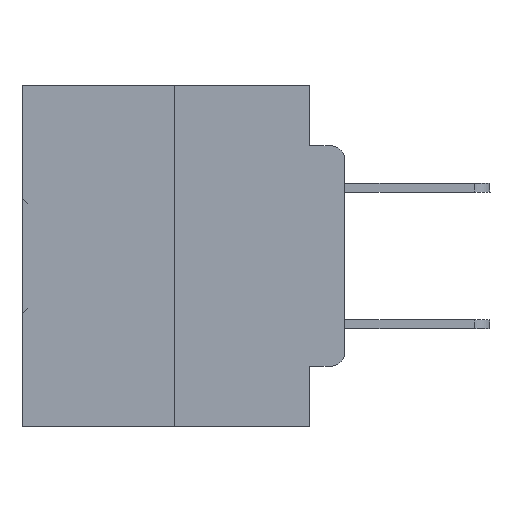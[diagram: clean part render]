
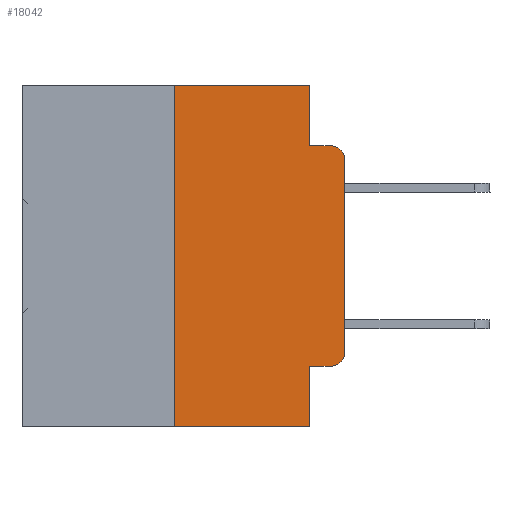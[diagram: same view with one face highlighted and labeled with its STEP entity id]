
A CAD part, left-side view. The second image highlights one B-rep face of the part: STEP entity #18042.
In plain terms, the highlighted planar face has unit normal (-1, 0, 0).
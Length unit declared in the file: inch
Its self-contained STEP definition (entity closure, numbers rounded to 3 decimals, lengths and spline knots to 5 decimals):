
#198 = DIRECTION ( 'NONE',  ( 0., -1., 0. ) ) ;
#458 = LINE ( 'NONE', #24379, #28848 ) ;
#1035 = CARTESIAN_POINT ( 'NONE',  ( 0., 0., -0.3915 ) ) ;
#1906 = CARTESIAN_POINT ( 'NONE',  ( 0., 0.02, -0.1085 ) ) ;
#2134 = DIRECTION ( 'NONE',  ( 0., 0., -1. ) ) ;
#2517 = CARTESIAN_POINT ( 'NONE',  ( 0., 0.02, -0.0885 ) ) ;
#2797 = ORIENTED_EDGE ( 'NONE', *, *, #22177, .T. ) ;
#3192 = CARTESIAN_POINT ( 'NONE',  ( 0., 0., -0.1085 ) ) ;
#3430 = EDGE_CURVE ( 'NONE', #24467, #8932, #21509, .T. ) ;
#3796 = VECTOR ( 'NONE', #33303, 39.37008 ) ;
#3890 = AXIS2_PLACEMENT_3D ( 'NONE', #18429, #16120, #7325 ) ;
#4342 = VERTEX_POINT ( 'NONE', #5245 ) ;
#4473 = VECTOR ( 'NONE', #24033, 39.37008 ) ;
#4748 = DIRECTION ( 'NONE',  ( 0., 0., -1. ) ) ;
#4949 = ORIENTED_EDGE ( 'NONE', *, *, #32902, .F. ) ;
#5119 = CARTESIAN_POINT ( 'NONE',  ( 0., 0.02, -0.4115 ) ) ;
#5245 = CARTESIAN_POINT ( 'NONE',  ( 0., 0.25, 0. ) ) ;
#5313 = VECTOR ( 'NONE', #198, 39.37008 ) ;
#5436 = CARTESIAN_POINT ( 'NONE',  ( 0., 0.25, 0. ) ) ;
#5760 = LINE ( 'NONE', #10210, #32835 ) ;
#5793 = LINE ( 'NONE', #28731, #31985 ) ;
#5899 = VERTEX_POINT ( 'NONE', #1035 ) ;
#6605 = EDGE_CURVE ( 'NONE', #5899, #10283, #16079, .T. ) ;
#6624 = ORIENTED_EDGE ( 'NONE', *, *, #13485, .F. ) ;
#6678 = VECTOR ( 'NONE', #35123, 39.37008 ) ;
#7325 = DIRECTION ( 'NONE',  ( 0., 0., -1. ) ) ;
#8932 = VERTEX_POINT ( 'NONE', #17331 ) ;
#9736 = CIRCLE ( 'NONE', #22511, 0.02 ) ;
#10210 = CARTESIAN_POINT ( 'NONE',  ( 0., 0.473, -0.5 ) ) ;
#10222 = VECTOR ( 'NONE', #36090, 39.37008 ) ;
#10283 = VERTEX_POINT ( 'NONE', #3192 ) ;
#11928 = CIRCLE ( 'NONE', #27148, 0.02 ) ;
#12062 = EDGE_CURVE ( 'NONE', #34322, #4342, #24576, .T. ) ;
#13485 = EDGE_CURVE ( 'NONE', #4342, #24467, #5793, .T. ) ;
#13635 = EDGE_CURVE ( 'NONE', #34322, #25083, #5760, .T. ) ;
#14857 = EDGE_CURVE ( 'NONE', #10283, #26141, #9736, .T. ) ;
#15997 = ORIENTED_EDGE ( 'NONE', *, *, #33736, .F. ) ;
#16079 = LINE ( 'NONE', #30481, #3796 ) ;
#16120 = DIRECTION ( 'NONE',  ( 1., 0., 0. ) ) ;
#17300 = ORIENTED_EDGE ( 'NONE', *, *, #6605, .T. ) ;
#17331 = CARTESIAN_POINT ( 'NONE',  ( 0., 0.051, -0.0885 ) ) ;
#18042 = ADVANCED_FACE ( 'NONE', ( #31127 ), #35135, .F. ) ;
#18429 = CARTESIAN_POINT ( 'NONE',  ( 0., 0.473, 0. ) ) ;
#18837 = ORIENTED_EDGE ( 'NONE', *, *, #3430, .F. ) ;
#19319 = LINE ( 'NONE', #28926, #4473 ) ;
#19945 = VERTEX_POINT ( 'NONE', #5119 ) ;
#20434 = DIRECTION ( 'NONE',  ( 0., -1., 0. ) ) ;
#21509 = LINE ( 'NONE', #23849, #6678 ) ;
#21624 = CARTESIAN_POINT ( 'NONE',  ( 0., 0.25, -0.5 ) ) ;
#22177 = EDGE_CURVE ( 'NONE', #19945, #5899, #11928, .T. ) ;
#22511 = AXIS2_PLACEMENT_3D ( 'NONE', #1906, #26812, #4748 ) ;
#23004 = EDGE_CURVE ( 'NONE', #26903, #19945, #34584, .T. ) ;
#23849 = CARTESIAN_POINT ( 'NONE',  ( 0., 0.051, 0. ) ) ;
#24033 = DIRECTION ( 'NONE',  ( 0., 0., -1. ) ) ;
#24379 = CARTESIAN_POINT ( 'NONE',  ( 0., 0.051, -0.0885 ) ) ;
#24467 = VERTEX_POINT ( 'NONE', #33965 ) ;
#24576 = LINE ( 'NONE', #5436, #10222 ) ;
#25083 = VERTEX_POINT ( 'NONE', #28567 ) ;
#25091 = CARTESIAN_POINT ( 'NONE',  ( 0., 0.051, -0.4115 ) ) ;
#25839 = ORIENTED_EDGE ( 'NONE', *, *, #12062, .F. ) ;
#26141 = VERTEX_POINT ( 'NONE', #2517 ) ;
#26780 = ORIENTED_EDGE ( 'NONE', *, *, #23004, .T. ) ;
#26812 = DIRECTION ( 'NONE',  ( -1., 0., 0. ) ) ;
#26903 = VERTEX_POINT ( 'NONE', #36188 ) ;
#27148 = AXIS2_PLACEMENT_3D ( 'NONE', #35738, #35493, #2134 ) ;
#27182 = ORIENTED_EDGE ( 'NONE', *, *, #14857, .T. ) ;
#27188 = DIRECTION ( 'NONE',  ( 0., -1., 0. ) ) ;
#28567 = CARTESIAN_POINT ( 'NONE',  ( 0., 0.051, -0.5 ) ) ;
#28731 = CARTESIAN_POINT ( 'NONE',  ( 0., 0.473, 0. ) ) ;
#28848 = VECTOR ( 'NONE', #27188, 39.37008 ) ;
#28926 = CARTESIAN_POINT ( 'NONE',  ( 0., 0.051, 0. ) ) ;
#30481 = CARTESIAN_POINT ( 'NONE',  ( 0., 0., 0. ) ) ;
#31127 = FACE_OUTER_BOUND ( 'NONE', #31542, .T. ) ;
#31542 = EDGE_LOOP ( 'NONE', ( #17300, #27182, #15997, #18837, #6624, #25839, #34700, #4949, #26780, #2797 ) ) ;
#31985 = VECTOR ( 'NONE', #20434, 39.37008 ) ;
#32528 = DIRECTION ( 'NONE',  ( 0., -1., 0. ) ) ;
#32835 = VECTOR ( 'NONE', #32528, 39.37008 ) ;
#32902 = EDGE_CURVE ( 'NONE', #26903, #25083, #19319, .T. ) ;
#33303 = DIRECTION ( 'NONE',  ( 0., 0., 1. ) ) ;
#33736 = EDGE_CURVE ( 'NONE', #8932, #26141, #458, .T. ) ;
#33965 = CARTESIAN_POINT ( 'NONE',  ( 0., 0.051, 0. ) ) ;
#34322 = VERTEX_POINT ( 'NONE', #21624 ) ;
#34584 = LINE ( 'NONE', #25091, #5313 ) ;
#34700 = ORIENTED_EDGE ( 'NONE', *, *, #13635, .T. ) ;
#35123 = DIRECTION ( 'NONE',  ( 0., 0., -1. ) ) ;
#35135 = PLANE ( 'NONE',  #3890 ) ;
#35493 = DIRECTION ( 'NONE',  ( -1., 0., 0. ) ) ;
#35738 = CARTESIAN_POINT ( 'NONE',  ( 0., 0.02, -0.3915 ) ) ;
#36090 = DIRECTION ( 'NONE',  ( 0., 0., 1. ) ) ;
#36188 = CARTESIAN_POINT ( 'NONE',  ( 0., 0.051, -0.4115 ) ) ;
